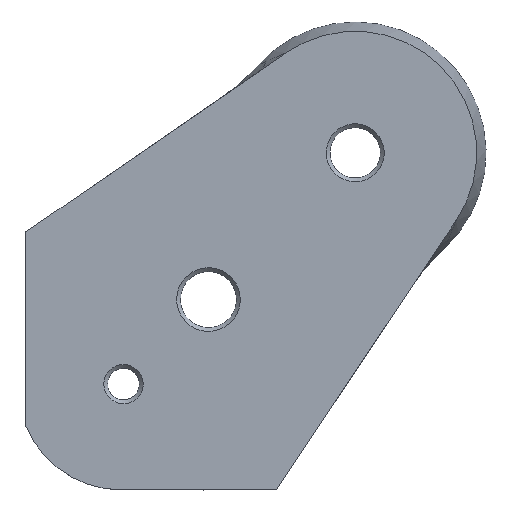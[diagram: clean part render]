
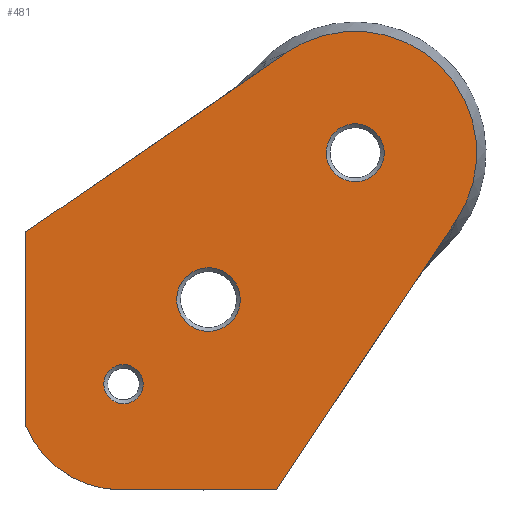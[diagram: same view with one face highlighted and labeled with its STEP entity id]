
A CAD part, top view. The second image highlights one B-rep face of the part: STEP entity #481.
In plain terms, the highlighted planar face has unit normal (0, 0, 1).
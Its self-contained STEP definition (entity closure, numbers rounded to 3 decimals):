
#18=FACE_BOUND('',#104,.T.);
#19=FACE_BOUND('',#105,.T.);
#20=FACE_BOUND('',#106,.T.);
#25=B_SPLINE_CURVE_WITH_KNOTS('',3,(#825,#826,#827,#828,#829,#830,#831,
#832),.UNSPECIFIED.,.F.,.F.,(4,2,2,4),(0.,0.015,0.03,
0.03),.UNSPECIFIED.);
#32=ELLIPSE('',#519,0.471,0.023);
#45=PLANE('',#543);
#75=FACE_OUTER_BOUND('',#103,.T.);
#103=EDGE_LOOP('',(#437,#438,#439,#440,#441,#442,#443,#444,#445,#446));
#104=EDGE_LOOP('',(#447));
#105=EDGE_LOOP('',(#448));
#106=EDGE_LOOP('',(#449));
#114=LINE('',#705,#147);
#124=LINE('',#833,#157);
#125=LINE('',#931,#158);
#128=LINE('',#938,#161);
#130=LINE('',#941,#163);
#132=LINE('',#944,#165);
#147=VECTOR('',#573,10.);
#157=VECTOR('',#601,10.);
#158=VECTOR('',#610,10.);
#161=VECTOR('',#617,10.);
#163=VECTOR('',#621,10.);
#165=VECTOR('',#625,10.);
#178=CIRCLE('',#504,3.1);
#181=CIRCLE('',#512,11.057);
#184=CIRCLE('',#517,13.);
#189=CIRCLE('',#529,3.4);
#196=CIRCLE('',#540,2.1);
#202=VERTEX_POINT('',#691);
#207=VERTEX_POINT('',#702);
#208=VERTEX_POINT('',#704);
#215=VERTEX_POINT('',#726);
#218=VERTEX_POINT('',#748);
#221=VERTEX_POINT('',#812);
#222=VERTEX_POINT('',#824);
#225=VERTEX_POINT('',#842);
#226=VERTEX_POINT('',#871);
#228=VERTEX_POINT('',#930);
#230=VERTEX_POINT('',#936);
#235=VERTEX_POINT('',#957);
#242=VERTEX_POINT('',#979);
#250=EDGE_CURVE('',#202,#202,#178,.T.);
#256=EDGE_CURVE('',#207,#208,#114,.T.);
#267=EDGE_CURVE('',#208,#215,#181,.T.);
#275=EDGE_CURVE('',#221,#222,#25,.T.);
#276=EDGE_CURVE('',#222,#218,#124,.T.);
#280=EDGE_CURVE('',#225,#221,#184,.T.);
#284=EDGE_CURVE('',#226,#228,#125,.T.);
#285=EDGE_CURVE('',#228,#225,#32,.T.);
#288=EDGE_CURVE('',#230,#226,#128,.T.);
#290=EDGE_CURVE('',#215,#230,#130,.T.);
#292=EDGE_CURVE('',#218,#207,#132,.T.);
#299=EDGE_CURVE('',#235,#235,#189,.T.);
#310=EDGE_CURVE('',#242,#242,#196,.T.);
#437=ORIENTED_EDGE('',*,*,#292,.F.);
#438=ORIENTED_EDGE('',*,*,#276,.F.);
#439=ORIENTED_EDGE('',*,*,#275,.F.);
#440=ORIENTED_EDGE('',*,*,#280,.F.);
#441=ORIENTED_EDGE('',*,*,#285,.F.);
#442=ORIENTED_EDGE('',*,*,#284,.F.);
#443=ORIENTED_EDGE('',*,*,#288,.F.);
#444=ORIENTED_EDGE('',*,*,#290,.F.);
#445=ORIENTED_EDGE('',*,*,#267,.F.);
#446=ORIENTED_EDGE('',*,*,#256,.F.);
#447=ORIENTED_EDGE('',*,*,#250,.F.);
#448=ORIENTED_EDGE('',*,*,#299,.F.);
#449=ORIENTED_EDGE('',*,*,#310,.F.);
#481=ADVANCED_FACE('',(#75,#18,#19,#20),#45,.T.);
#504=AXIS2_PLACEMENT_3D('',#692,#564,#565);
#512=AXIS2_PLACEMENT_3D('',#727,#594,#595);
#517=AXIS2_PLACEMENT_3D('',#854,#606,#607);
#519=AXIS2_PLACEMENT_3D('',#932,#611,#612);
#529=AXIS2_PLACEMENT_3D('',#958,#640,#641);
#540=AXIS2_PLACEMENT_3D('',#980,#666,#667);
#543=AXIS2_PLACEMENT_3D('',#984,#673,#674);
#564=DIRECTION('center_axis',(0.,0.,
1.));
#565=DIRECTION('ref_axis',(-0.814,0.581,0.));
#573=DIRECTION('',(-1.,0.,0.));
#594=DIRECTION('center_axis',(0.,0.,-1.));
#595=DIRECTION('ref_axis',(-0.923,-0.384,0.));
#601=DIRECTION('',(-0.555,-0.832,0.));
#606=DIRECTION('center_axis',(0.,0.,-1.));
#607=DIRECTION('ref_axis',(0.83,-0.557,0.));
#610=DIRECTION('',(0.824,0.567,0.));
#611=DIRECTION('center_axis',(0.,0.,
1.));
#612=DIRECTION('ref_axis',(0.822,0.569,0.));
#617=DIRECTION('',(0.824,0.567,0.));
#621=DIRECTION('',(0.,1.,0.));
#625=DIRECTION('',(-0.555,-0.832,0.));
#640=DIRECTION('center_axis',(0.,0.,1.));
#641=DIRECTION('ref_axis',(-0.814,0.581,0.));
#666=DIRECTION('center_axis',(0.,0.,
1.));
#667=DIRECTION('ref_axis',(-0.814,0.581,0.));
#673=DIRECTION('center_axis',(0.,0.,1.));
#674=DIRECTION('ref_axis',(-1.,0.,0.));
#691=CARTESIAN_POINT('',(2274.748,455.605,10.1));
#692=CARTESIAN_POINT('Origin',(2272.225,457.406,10.1));
#702=CARTESIAN_POINT('',(2263.813,421.349,10.1));
#704=CARTESIAN_POINT('',(2247.225,421.349,10.1));
#705=CARTESIAN_POINT('',(2263.813,421.349,10.1));
#726=CARTESIAN_POINT('',(2237.013,428.165,10.1));
#727=CARTESIAN_POINT('Origin',(2247.225,432.406,10.1));
#748=CARTESIAN_POINT('',(2280.947,447.054,10.1));
#812=CARTESIAN_POINT('',(2283.019,450.162,10.1));
#824=CARTESIAN_POINT('',(2283.002,450.137,10.1));
#825=CARTESIAN_POINT('Ctrl Pts',(2283.019,450.162,10.1));
#826=CARTESIAN_POINT('Ctrl Pts',(2283.016,450.158,10.1));
#827=CARTESIAN_POINT('Ctrl Pts',(2283.014,450.154,10.1));
#828=CARTESIAN_POINT('Ctrl Pts',(2283.008,450.146,10.1));
#829=CARTESIAN_POINT('Ctrl Pts',(2283.005,450.141,10.1));
#830=CARTESIAN_POINT('Ctrl Pts',(2283.002,450.137,10.1));
#831=CARTESIAN_POINT('Ctrl Pts',(2283.002,450.137,10.1));
#832=CARTESIAN_POINT('Ctrl Pts',(2283.002,450.137,10.1));
#833=CARTESIAN_POINT('',(2283.002,450.137,10.1));
#842=CARTESIAN_POINT('',(2264.805,468.081,10.1));
#854=CARTESIAN_POINT('Origin',(2272.225,457.406,10.1));
#871=CARTESIAN_POINT('',(2261.743,465.973,10.1));
#930=CARTESIAN_POINT('',(2264.768,468.056,10.1));
#931=CARTESIAN_POINT('',(2261.743,465.973,10.1));
#932=CARTESIAN_POINT('Origin',(2264.776,468.089,10.1));
#936=CARTESIAN_POINT('',(2237.013,448.949,10.1));
#938=CARTESIAN_POINT('',(2237.013,448.949,10.1));
#941=CARTESIAN_POINT('',(2237.013,428.165,10.1));
#944=CARTESIAN_POINT('',(2280.947,447.054,10.1));
#957=CARTESIAN_POINT('',(2259.299,439.735,10.1));
#958=CARTESIAN_POINT('Origin',(2256.532,441.711,10.1));
#979=CARTESIAN_POINT('',(2249.153,431.448,10.1));
#980=CARTESIAN_POINT('Origin',(2247.444,432.668,10.1));
#984=CARTESIAN_POINT('Origin',(2221.119,440.095,10.1));
